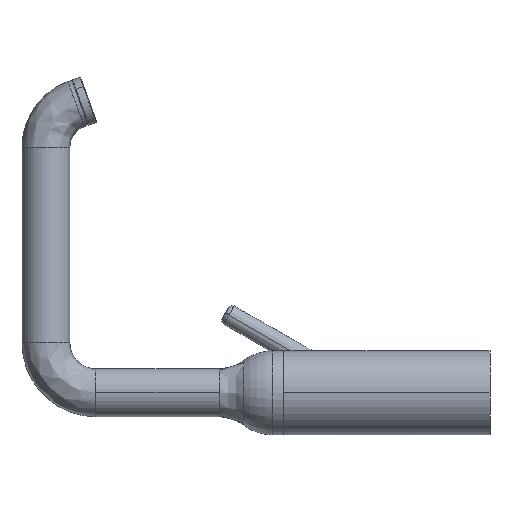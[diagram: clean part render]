
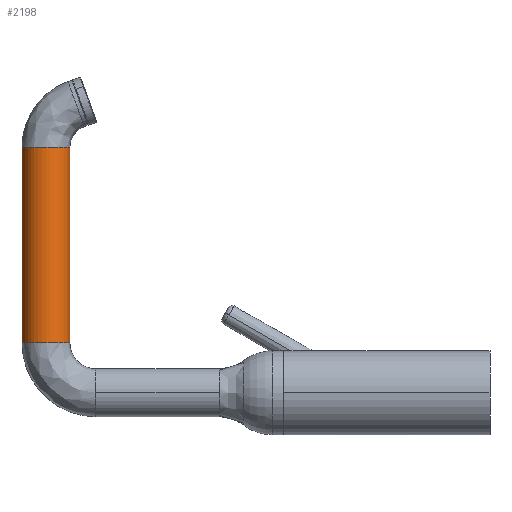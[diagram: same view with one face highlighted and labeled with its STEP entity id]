
A CAD part, left-side view. The second image highlights one B-rep face of the part: STEP entity #2198.
In plain terms, the highlighted cylindrical face has radius 12 mm (diameter 24 mm), a partial arc.
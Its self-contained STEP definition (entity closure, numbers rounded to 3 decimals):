
#262 = DIRECTION ( 'NONE',  ( 0., -1., 0. ) ) ;
#328 = CARTESIAN_POINT ( 'NONE',  ( 0., 210.4, 25. ) ) ;
#338 = AXIS2_PLACEMENT_3D ( 'NONE', #8552, #8585, #5631 ) ;
#432 = LINE ( 'NONE', #5577, #5409 ) ;
#1518 = VERTEX_POINT ( 'NONE', #6766 ) ;
#1590 = VERTEX_POINT ( 'NONE', #328 ) ;
#1664 = VECTOR ( 'NONE', #8986, 1000. ) ;
#1717 = DIRECTION ( 'NONE',  ( 0., 0., 1. ) ) ;
#1864 = EDGE_CURVE ( 'NONE', #1518, #6276, #3938, .T. ) ;
#2173 = ORIENTED_EDGE ( 'NONE', *, *, #1864, .T. ) ;
#2198 = ADVANCED_FACE ( 'NONE', ( #5707 ), #4646, .T. ) ;
#2220 = CARTESIAN_POINT ( 'NONE',  ( 0., 234.4, 25. ) ) ;
#2369 = CIRCLE ( 'NONE', #2958, 12. ) ;
#2688 = AXIS2_PLACEMENT_3D ( 'NONE', #7729, #1717, #4838 ) ;
#2958 = AXIS2_PLACEMENT_3D ( 'NONE', #6322, #3977, #262 ) ;
#3072 = VERTEX_POINT ( 'NONE', #9406 ) ;
#3129 = ORIENTED_EDGE ( 'NONE', *, *, #5153, .F. ) ;
#3938 = CIRCLE ( 'NONE', #338, 12. ) ;
#3977 = DIRECTION ( 'NONE',  ( 0., 0., 1. ) ) ;
#4395 = LINE ( 'NONE', #2220, #1664 ) ;
#4646 = CYLINDRICAL_SURFACE ( 'NONE', #2688, 12. ) ;
#4779 = CARTESIAN_POINT ( 'NONE',  ( 0., 234.4, 123. ) ) ;
#4838 = DIRECTION ( 'NONE',  ( 0., -1., 0. ) ) ;
#5153 = EDGE_CURVE ( 'NONE', #3072, #6276, #4395, .T. ) ;
#5409 = VECTOR ( 'NONE', #6368, 1000. ) ;
#5577 = CARTESIAN_POINT ( 'NONE',  ( 0., 210.4, 25. ) ) ;
#5631 = DIRECTION ( 'NONE',  ( 0., -1., 0. ) ) ;
#5707 = FACE_OUTER_BOUND ( 'NONE', #8686, .T. ) ;
#6079 = ORIENTED_EDGE ( 'NONE', *, *, #7664, .T. ) ;
#6276 = VERTEX_POINT ( 'NONE', #4779 ) ;
#6322 = CARTESIAN_POINT ( 'NONE',  ( 0., 222.4, 25. ) ) ;
#6368 = DIRECTION ( 'NONE',  ( 0., 0., 1. ) ) ;
#6766 = CARTESIAN_POINT ( 'NONE',  ( 0., 210.4, 123. ) ) ;
#7664 = EDGE_CURVE ( 'NONE', #3072, #1590, #2369, .T. ) ;
#7729 = CARTESIAN_POINT ( 'NONE',  ( 0., 222.4, 25. ) ) ;
#7857 = ORIENTED_EDGE ( 'NONE', *, *, #9058, .T. ) ;
#8552 = CARTESIAN_POINT ( 'NONE',  ( 0., 222.4, 123. ) ) ;
#8585 = DIRECTION ( 'NONE',  ( 0., 0., -1. ) ) ;
#8686 = EDGE_LOOP ( 'NONE', ( #3129, #6079, #7857, #2173 ) ) ;
#8986 = DIRECTION ( 'NONE',  ( 0., 0., 1. ) ) ;
#9058 = EDGE_CURVE ( 'NONE', #1590, #1518, #432, .T. ) ;
#9406 = CARTESIAN_POINT ( 'NONE',  ( 0., 234.4, 25. ) ) ;
